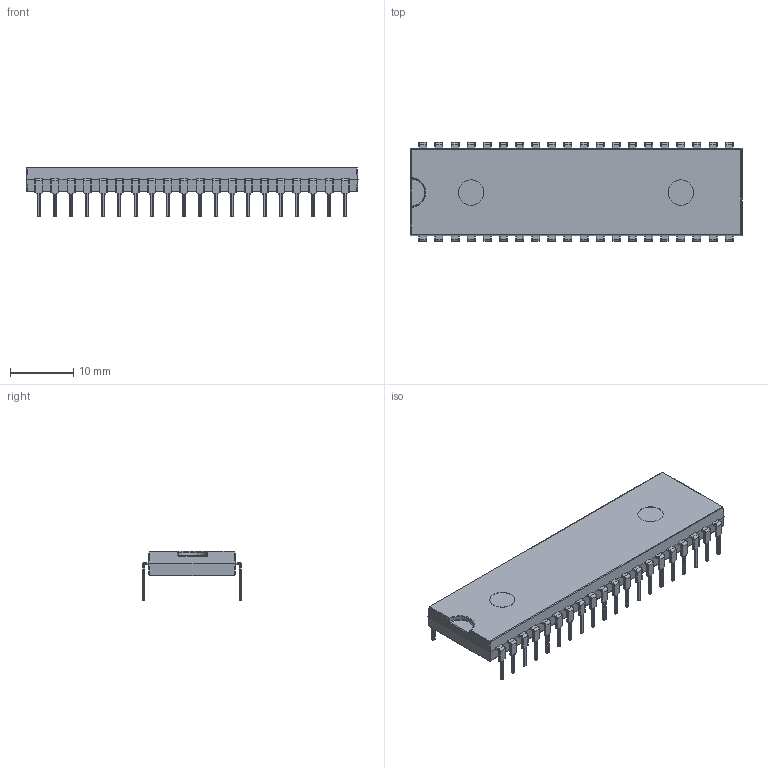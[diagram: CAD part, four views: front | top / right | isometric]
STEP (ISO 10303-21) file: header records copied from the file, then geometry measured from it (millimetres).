
FILE_DESCRIPTION(/* description */ (''),/* implementation_level */ '2;1');
FILE_NAME(/* name */ 'DIP-40 W15.24mm Package.STEP',/* time_stamp */ '2019-09-16T10:22:19+02:00',/* author */ ('PCB-Tech'),/* organization */ (''),/* preprocessor_version */ 'ST-DEVELOPER v17',/* originating_system */ 'Autodesk Inventor 2019',/* authorisation */ '');
FILE_SCHEMA (('AUTOMOTIVE_DESIGN { 1 0 10303 214 3 1 1 }'));
Length unit declared in the file: millimetre
Products named in the file (3): DIP-40 W15.24mm Package; DIP-40 W15.24; IC Beinchen
Assembly tree (41 placements, depth 2):
  DIP-40 W15.24mm Package
    IC Beinchen  x40
    DIP-40 W15.24
Bounding box: 52.3 x 15.59 x 7.75 mm (x, y, z)
Volume: 2807.9 mm3; surface area: 2740.8 mm2
Topology: 41 solids, 41 shells, 2576 faces, 5828 edges, 3336 vertices
Faces by surface type: cylinder 1223, plane 695, sphere 330, torus 322, bspline 6
Full cylindrical faces by diameter (mm): 4 x4
Entity records: 15826 total; most frequent: CARTESIAN_POINT 3086, DIRECTION 2744, ORIENTED_EDGE 2604, EDGE_CURVE 1302, AXIS2_PLACEMENT_3D 942, LINE 860, VECTOR 860, VERTEX_POINT 840
